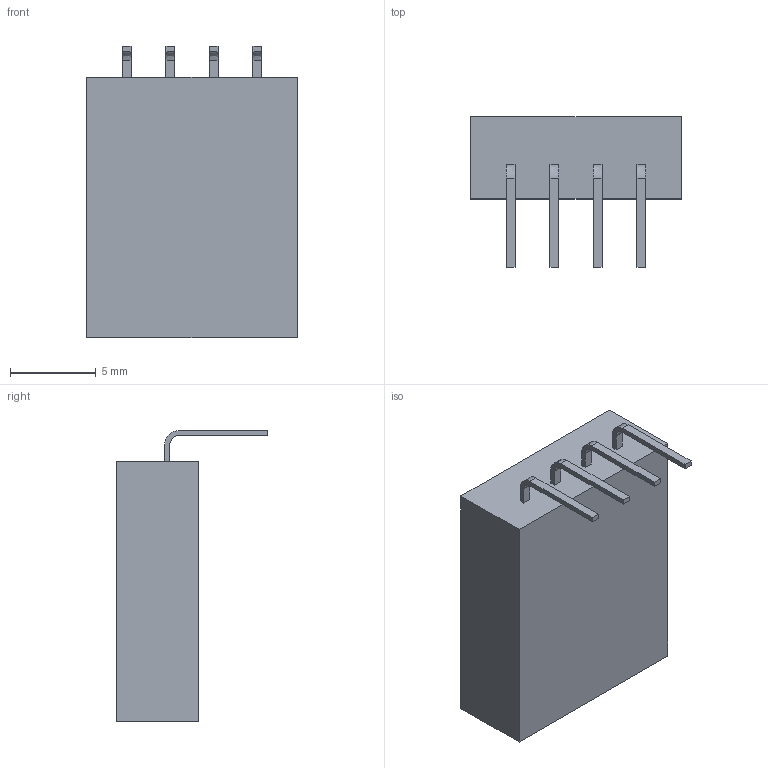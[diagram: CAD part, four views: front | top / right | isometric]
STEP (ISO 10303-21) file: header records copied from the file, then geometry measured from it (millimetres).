
FILE_DESCRIPTION (( 'STEP AP214' ), '1' );
FILE_NAME ('AM2320 with case bended.STEP', '2023-04-05T14:40:11', ( '' ), ( '' ), 'SwSTEP 2.0', 'SolidWorks 2019', '' );
FILE_SCHEMA (( 'AUTOMOTIVE_DESIGN' ));
Length unit declared in the file: millimetre
Products named in the file (1): AM2320 with case bended
Bounding box: 12.3 x 8.8 x 17 mm (x, y, z)
Volume: 871.7 mm3; surface area: 805.1 mm2
Topology: 5 solids, 5 shells, 121 faces, 288 edges, 192 vertices
Faces by surface type: plane 113, bspline 8
Entity records: 3934 total; most frequent: CARTESIAN_POINT 770, ORIENTED_EDGE 576, DIRECTION 500, EDGE_CURVE 288, VECTOR 272, LINE 272, VERTEX_POINT 192, EDGE_LOOP 136
